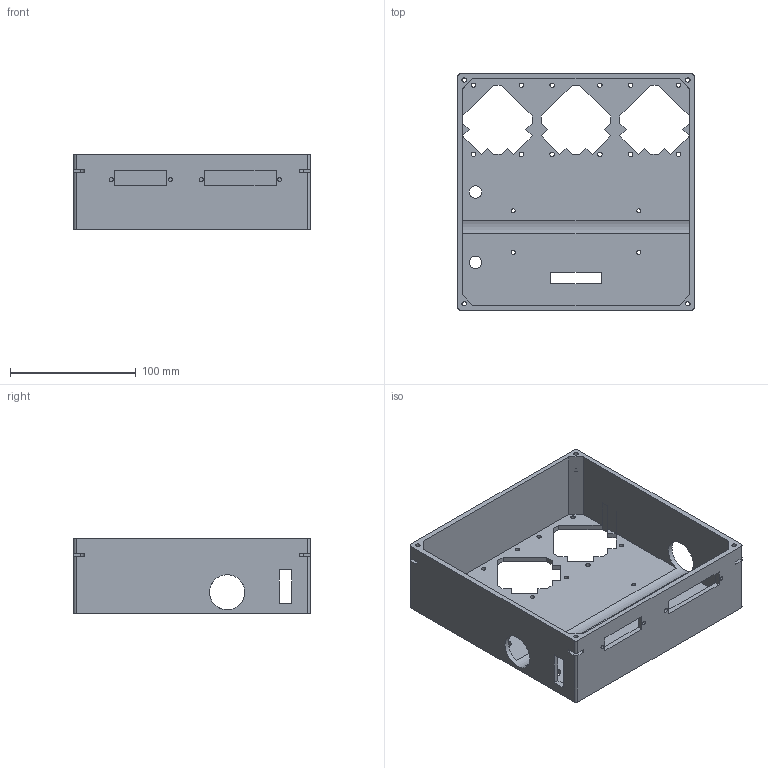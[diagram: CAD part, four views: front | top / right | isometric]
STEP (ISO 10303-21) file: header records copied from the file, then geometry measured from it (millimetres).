
FILE_DESCRIPTION(('FreeCAD Model'),'2;1');
FILE_NAME('Open CASCADE Shape Model','2025-06-22T16:36:53',('Author'),( ''),'Open CASCADE STEP processor 7.7','FreeCAD','Unknown');
FILE_SCHEMA(('AUTOMOTIVE_DESIGN { 1 0 10303 214 1 1 1 1 }'));
Length unit declared in the file: millimetre
Products named in the file (1): NEW v1.1 Pumps Box
Bounding box: 188 x 188 x 60 mm (x, y, z)
Volume: 268784.3 mm3; surface area: 143807.8 mm2
Topology: 1 solids, 1 shells, 149 faces, 450 edges, 300 vertices
Faces by surface type: plane 106, cylinder 43
Full cylindrical faces by diameter (mm): 3.25 x8, 3.5 x20, 10 x2, 28 x1
Entity records: 5216 total; most frequent: CARTESIAN_POINT 900, ORIENTED_EDGE 900, DIRECTION 840, EDGE_CURVE 450, LINE 360, VECTOR 360, VERTEX_POINT 300, AXIS2_PLACEMENT_3D 240
